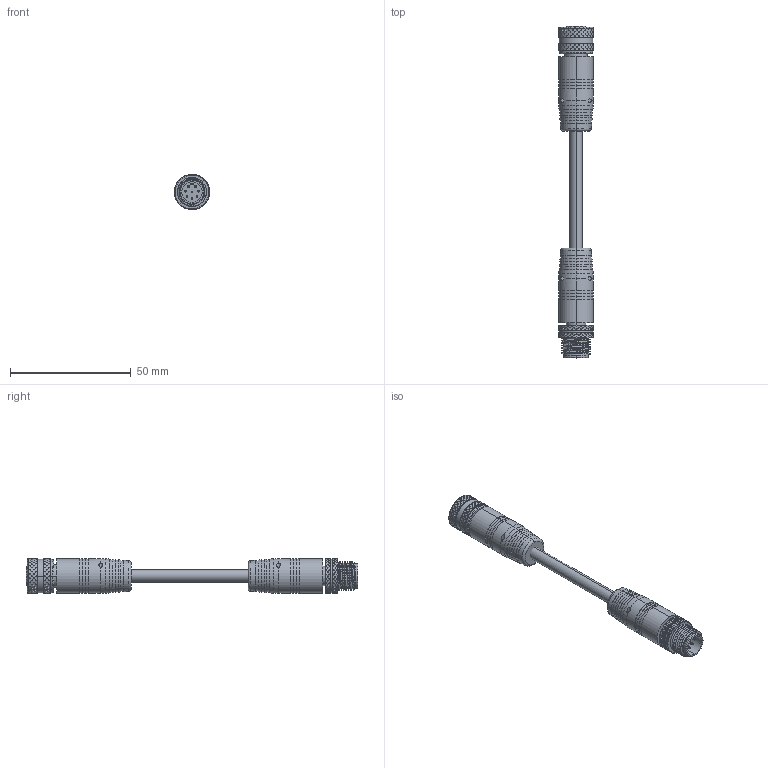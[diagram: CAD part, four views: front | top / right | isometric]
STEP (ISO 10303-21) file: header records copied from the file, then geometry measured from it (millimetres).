
FILE_DESCRIPTION (( 'STEP AP214' ), '1' );
FILE_NAME ('TRG883-P4B.STEP', '2019-04-18T17:21:44', ( '' ), ( '' ), 'SwSTEP 2.0', 'SolidWorks 2018', '' );
FILE_SCHEMA (( 'AUTOMOTIVE_DESIGN' ));
Length unit declared in the file: millimetre
Products named in the file (13): 1AA13-211-MA2; 1AA13-211; 1AA13-211-MA1; 1AL08-444; 1AA13-212-MA4; TRG883-P4B; 1AA13-212-MA2; 1AA13-212-MA3; 1AA13-212-MA1; 1AA13-211-MA3; 1AA13-212; MTN-950_without cable; MTN-952
Assembly tree (28 placements, depth 3):
  TRG883-P4B
    1AA13-211
      1AA13-211-MA1
      1AA13-211-MA2
      1AA13-211-MA3  x8
    1AA13-212
      1AA13-212-MA1
      1AA13-212-MA2
      1AA13-212-MA3  x8
      1AA13-212-MA4
    MTN-952  x2
    MTN-950_without cable  x2
    1AL08-444
Bounding box: 14.5 x 137.55 x 14.5 mm (x, y, z)
Volume: 17064.6 mm3; surface area: 13460.7 mm2
Topology: 26 solids, 27 shells, 3962 faces, 8538 edges, 4710 vertices
Faces by surface type: bspline 2067, cylinder 1055, plane 566, cone 252, torus 20, sphere 2
Entity records: 291288 total; most frequent: CARTESIAN_POINT 242427, ORIENTED_EDGE 14276, EDGE_CURVE 7138, DIRECTION 5419, VERTEX_POINT 3856, EDGE_LOOP 3486, ADVANCED_FACE 3384, FACE_OUTER_BOUND 3384
